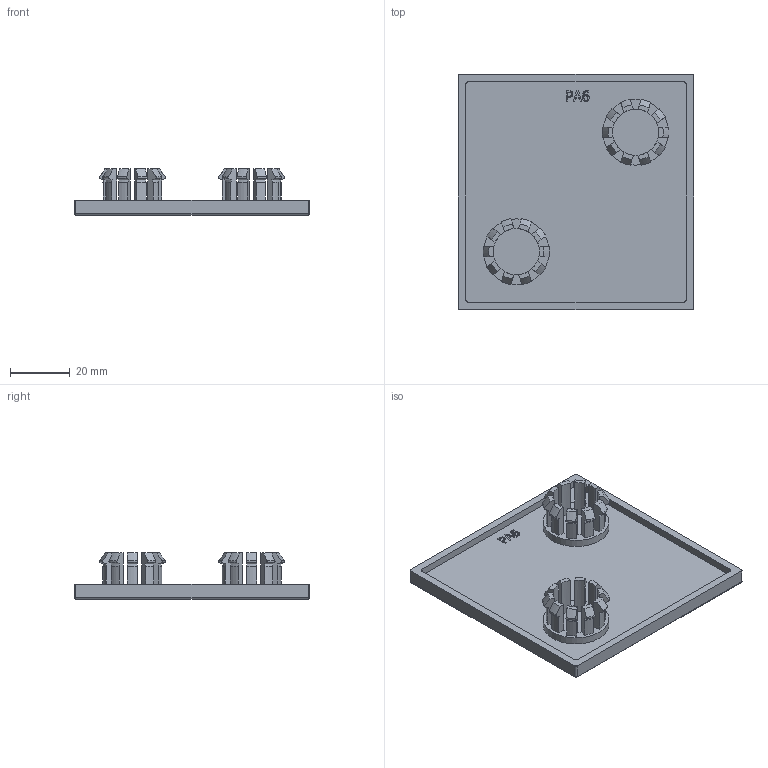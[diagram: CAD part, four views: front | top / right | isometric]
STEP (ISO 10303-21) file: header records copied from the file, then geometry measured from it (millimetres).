
FILE_DESCRIPTION((''),'2;1');
FILE_NAME('SM3203S_A.stp','2011-04-12T14:59:50',('hans feuerhake'),(''),'Autodesk Inventor 2010','Autodesk Inventor 2010','');
FILE_SCHEMA(('AUTOMOTIVE_DESIGN { 1 0 10303 214 1 1 1 1 }'));
Length unit declared in the file: millimetre
Products named in the file (1): SM3203S_A
Bounding box: 79 x 79 x 15.5 mm (x, y, z)
Volume: 20087.5 mm3; surface area: 17770.5 mm2
Topology: 1 solids, 1 shells, 249 faces, 700 edges, 460 vertices
Faces by surface type: plane 102, cone 60, cylinder 36, bspline 27, torus 20, sphere 4
Full cylindrical faces by diameter (mm): 15.5 x2, 22 x2
Entity records: 8595 total; most frequent: CARTESIAN_POINT 2630, ORIENTED_EDGE 1380, DIRECTION 1112, EDGE_CURVE 690, VERTEX_POINT 458, AXIS2_PLACEMENT_3D 413, VECTOR 286, LINE 286
